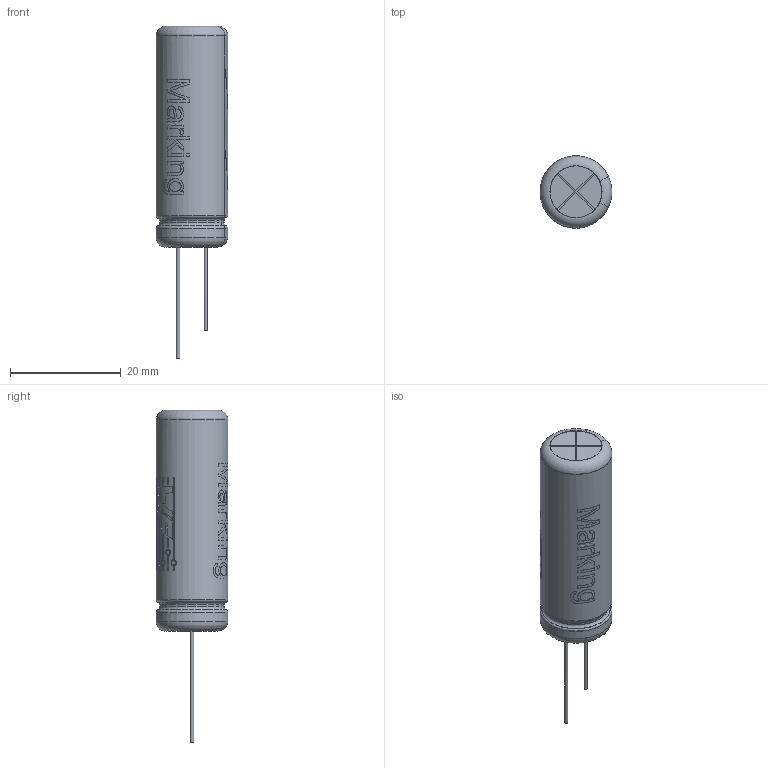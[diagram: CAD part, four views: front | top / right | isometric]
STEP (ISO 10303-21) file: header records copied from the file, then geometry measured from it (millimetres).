
FILE_DESCRIPTION(/* description */ ('Unknown','CAx-IF Rec.Pracs.---Representation and Presentation of Product Manufacturing Information (PMI)---4.0---2014-10-13','CAx-IF Rec.Pracs.---3D Tessellated Geometry---0.4---2014-09-14','2;1'),/* implementation_level */ '2;1');
FILE_NAME(/* name */ 'CP_Wurth_WCAP-ATUL-P5D13L40',/* time_stamp */ '2024-12-19T16:48:48+08:00',/* author */ ('Unknown'),/* organization */ ('Unknown'),/* preprocessor_version */ 'ST-DEVELOPER v16.7',/* originating_system */ 'Solid Edge',/* authorisation */ 'Unknown');
FILE_SCHEMA (('AP242_MANAGED_MODEL_BASED_3D_ENGINEERING_MIM_LF { 1 0 10303 442 1 1 4 }'));
Length unit declared in the file: millimetre
Products named in the file (2): CP_Wurth_WCAP-ATUL-P5D13L40
Assembly tree (1 placements, depth 2):
  CP_Wurth_WCAP-ATUL-P5D13L40
    CP_Wurth_WCAP-ATUL-P5D13L40
Bounding box: 12.97 x 12.99 x 60 mm (x, y, z)
Volume: 5184.3 mm3; surface area: 5457.7 mm2
Topology: 1 solids, 2 shells, 522 faces, 1325 edges, 879 vertices
Faces by surface type: plane 302, cylinder 108, bspline 86, torus 26
Full cylindrical faces by diameter (mm): 0.6 x2, 1.444 x1, 1.806 x1, 2.889 x1, 3.25 x1, 7.222 x1, 7.583 x1, 8.667 x1, 9.028 x1, 9.389 x2, 9.418 x2, 10.761 x1, 11.435 x1, 11.455 x1, 12.78 x2, 12.8 x2
Entity records: 28553 total; most frequent: CARTESIAN_POINT 12805, ORIENTED_EDGE 2542, DIRECTION 2302, EDGE_CURVE 1271, VERTEX_POINT 869, AXIS2_PLACEMENT_3D 823, LINE 656, VECTOR 656
